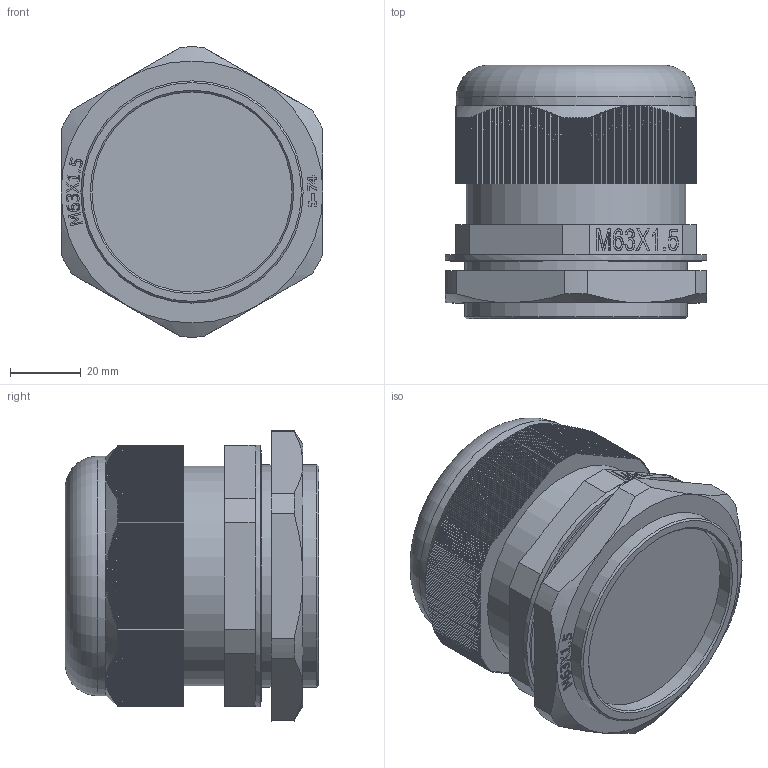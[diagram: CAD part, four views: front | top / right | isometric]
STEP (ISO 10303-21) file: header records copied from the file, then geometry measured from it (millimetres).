
FILE_DESCRIPTION(/* description */ (''),/* implementation_level */ '2;1');
FILE_NAME(/* name */ '',/* time_stamp */ '2025-07-22T12:02:12+07:00',/* author */ ('zeta-86'),/* organization */ (''),/* preprocessor_version */ 'ST-DEVELOPER v19.2',/* originating_system */ 'Autodesk Inventor 2024',/* authorisation */ '');
FILE_SCHEMA (('AUTOMOTIVE_DESIGN { 1 0 10303 214 3 1 1 }'));
Length unit declared in the file: millimetre
Products named in the file (1): Деталь4
Bounding box: 74 x 71.6 x 81.97 mm (x, y, z)
Volume: 247122 mm3; surface area: 31401.4 mm2
Topology: 1 solids, 1 shells, 1430 faces, 4044 edges, 2655 vertices
Faces by surface type: plane 1162, bspline 140, cone 105, cylinder 20, torus 3
Full cylindrical faces by diameter (mm): 44.8 x1, 56.5 x1, 62 x1, 62.8 x2, 67.6 x1, 74 x1
Entity records: 45763 total; most frequent: CARTESIAN_POINT 11302, ORIENTED_EDGE 8088, DIRECTION 6122, EDGE_CURVE 4044, VERTEX_POINT 2655, LINE 2596, VECTOR 2596, AXIS2_PLACEMENT_3D 1763
